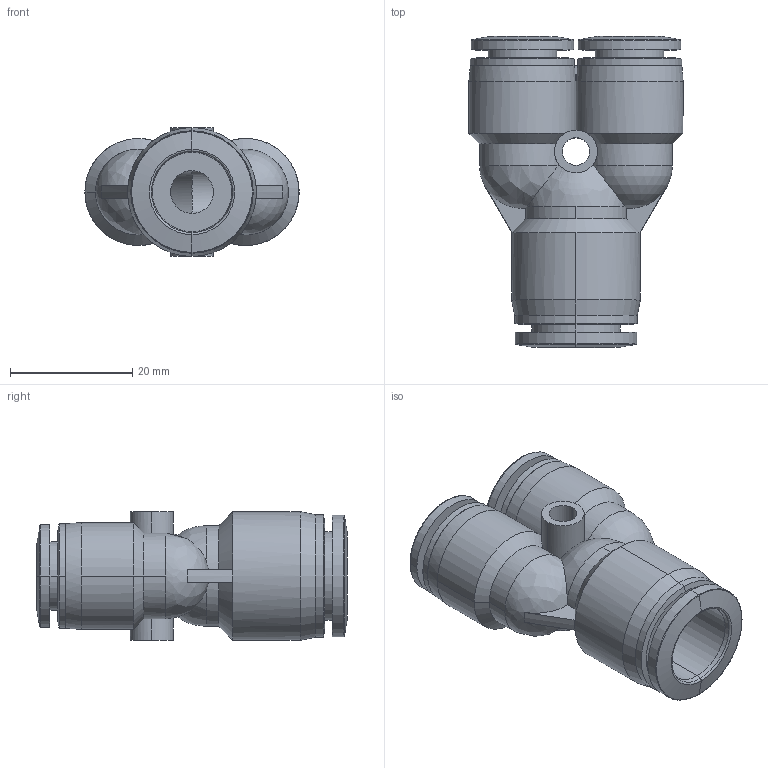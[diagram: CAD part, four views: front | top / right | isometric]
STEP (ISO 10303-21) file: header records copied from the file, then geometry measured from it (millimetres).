
FILE_DESCRIPTION (( 'STEP AP214' ), '1' );
FILE_NAME ('URY12-38.step', '2016-02-24T20:49:07', ( '' ), ( '' ), 'SwSTEP 2.0', 'SolidWorks 2015', '' );
FILE_SCHEMA (( 'AUTOMOTIVE_DESIGN' ));
Length unit declared in the file: inch
Products named in the file (1): URY12-38
Bounding box: 35 x 50.8 x 21 mm (x, y, z)
Volume: 11836.8 mm3; surface area: 8618.6 mm2
Topology: 1 solids, 1 shells, 110 faces, 265 edges, 163 vertices
Faces by surface type: cylinder 41, cone 29, plane 18, bspline 17, torus 4, sphere 1
Entity records: 5502 total; most frequent: CARTESIAN_POINT 1527, DIRECTION 530, ORIENTED_EDGE 528, EDGE_CURVE 264, AXIS2_PLACEMENT_3D 229, VERTEX_POINT 163, CIRCLE 135, EDGE_LOOP 123
